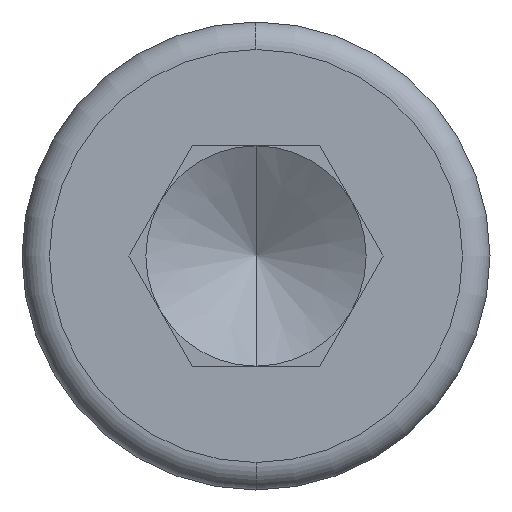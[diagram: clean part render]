
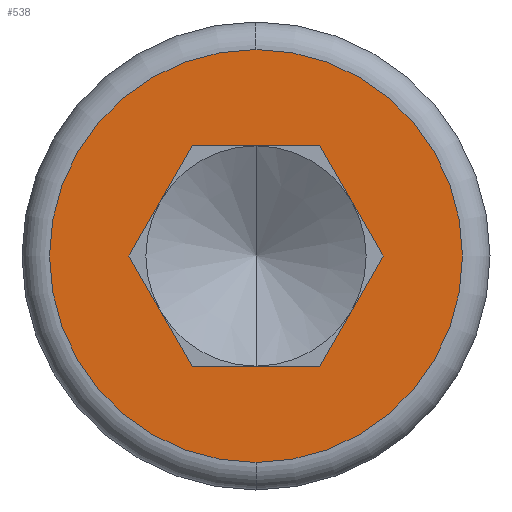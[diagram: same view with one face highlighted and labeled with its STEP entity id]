
A CAD part, left-side view. The second image highlights one B-rep face of the part: STEP entity #538.
In plain terms, the highlighted planar face has unit normal (-1, 0, 0).
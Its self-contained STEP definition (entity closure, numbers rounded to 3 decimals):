
#11 = CARTESIAN_POINT ( 'NONE',  ( 0., 0., 0. ) ) ;
#17 = AXIS2_PLACEMENT_3D ( 'NONE', #25, #484, #735 ) ;
#22 = FACE_BOUND ( 'NONE', #310, .T. ) ;
#25 = CARTESIAN_POINT ( 'NONE',  ( 0., 0., 0. ) ) ;
#44 = LINE ( 'NONE', #48, #126 ) ;
#48 = CARTESIAN_POINT ( 'NONE',  ( 0., 1.155, 2. ) ) ;
#66 = DIRECTION ( 'NONE',  ( 1., 0., 0. ) ) ;
#69 = VECTOR ( 'NONE', #817, 1000. ) ;
#90 = DIRECTION ( 'NONE',  ( 0., 0., -1. ) ) ;
#103 = VERTEX_POINT ( 'NONE', #274 ) ;
#126 = VECTOR ( 'NONE', #157, 1000. ) ;
#139 = FACE_OUTER_BOUND ( 'NONE', #587, .T. ) ;
#141 = EDGE_CURVE ( 'NONE', #731, #726, #793, .T. ) ;
#143 = CARTESIAN_POINT ( 'NONE',  ( 0., 2.309, 0. ) ) ;
#146 = PLANE ( 'NONE',  #235 ) ;
#153 = CARTESIAN_POINT ( 'NONE',  ( 0., 2.309, 0. ) ) ;
#157 = DIRECTION ( 'NONE',  ( 0., -1., 0. ) ) ;
#168 = AXIS2_PLACEMENT_3D ( 'NONE', #815, #567, #90 ) ;
#170 = LINE ( 'NONE', #305, #721 ) ;
#181 = VECTOR ( 'NONE', #367, 1000. ) ;
#184 = ORIENTED_EDGE ( 'NONE', *, *, #637, .T. ) ;
#187 = VERTEX_POINT ( 'NONE', #718 ) ;
#222 = CARTESIAN_POINT ( 'NONE',  ( 0., 1.155, 2. ) ) ;
#227 = LINE ( 'NONE', #560, #69 ) ;
#235 = AXIS2_PLACEMENT_3D ( 'NONE', #11, #66, #390 ) ;
#244 = EDGE_CURVE ( 'NONE', #668, #792, #170, .T. ) ;
#245 = DIRECTION ( 'NONE',  ( 0., 1., 0. ) ) ;
#250 = EDGE_CURVE ( 'NONE', #792, #280, #227, .T. ) ;
#274 = CARTESIAN_POINT ( 'NONE',  ( 0., 0., 3.75 ) ) ;
#277 = VERTEX_POINT ( 'NONE', #686 ) ;
#280 = VERTEX_POINT ( 'NONE', #807 ) ;
#293 = DIRECTION ( 'NONE',  ( 0., -0.5, -0.866 ) ) ;
#305 = CARTESIAN_POINT ( 'NONE',  ( 0., -1.155, 2. ) ) ;
#310 = EDGE_LOOP ( 'NONE', ( #799, #483, #184, #445, #700, #443 ) ) ;
#356 = EDGE_CURVE ( 'NONE', #187, #731, #440, .T. ) ;
#367 = DIRECTION ( 'NONE',  ( 0., 0.5, 0.866 ) ) ;
#384 = ORIENTED_EDGE ( 'NONE', *, *, #674, .T. ) ;
#390 = DIRECTION ( 'NONE',  ( 0., 0., -1. ) ) ;
#434 = CARTESIAN_POINT ( 'NONE',  ( 0., -2.309, 0. ) ) ;
#440 = LINE ( 'NONE', #638, #181 ) ;
#443 = ORIENTED_EDGE ( 'NONE', *, *, #450, .T. ) ;
#445 = ORIENTED_EDGE ( 'NONE', *, *, #244, .T. ) ;
#446 = CARTESIAN_POINT ( 'NONE',  ( 0., -1.155, -2. ) ) ;
#450 = EDGE_CURVE ( 'NONE', #280, #187, #455, .T. ) ;
#455 = LINE ( 'NONE', #446, #834 ) ;
#458 = DIRECTION ( 'NONE',  ( 0., -0.5, 0.866 ) ) ;
#483 = ORIENTED_EDGE ( 'NONE', *, *, #141, .T. ) ;
#484 = DIRECTION ( 'NONE',  ( -1., 0., 0. ) ) ;
#538 = ADVANCED_FACE ( 'NONE', ( #139, #22 ), #146, .F. ) ;
#559 = CARTESIAN_POINT ( 'NONE',  ( 0., -1.155, 2. ) ) ;
#560 = CARTESIAN_POINT ( 'NONE',  ( 0., -2.309, 0. ) ) ;
#567 = DIRECTION ( 'NONE',  ( -1., 0., 0. ) ) ;
#581 = ORIENTED_EDGE ( 'NONE', *, *, #757, .T. ) ;
#587 = EDGE_LOOP ( 'NONE', ( #581, #384 ) ) ;
#637 = EDGE_CURVE ( 'NONE', #726, #668, #44, .T. ) ;
#638 = CARTESIAN_POINT ( 'NONE',  ( 0., 1.155, -2. ) ) ;
#668 = VERTEX_POINT ( 'NONE', #559 ) ;
#674 = EDGE_CURVE ( 'NONE', #103, #277, #790, .T. ) ;
#676 = VECTOR ( 'NONE', #458, 1000. ) ;
#686 = CARTESIAN_POINT ( 'NONE',  ( 0., 0., -3.75 ) ) ;
#700 = ORIENTED_EDGE ( 'NONE', *, *, #250, .T. ) ;
#718 = CARTESIAN_POINT ( 'NONE',  ( 0., 1.155, -2. ) ) ;
#721 = VECTOR ( 'NONE', #293, 1000. ) ;
#726 = VERTEX_POINT ( 'NONE', #222 ) ;
#731 = VERTEX_POINT ( 'NONE', #153 ) ;
#735 = DIRECTION ( 'NONE',  ( 0., 0., -1. ) ) ;
#757 = EDGE_CURVE ( 'NONE', #277, #103, #836, .T. ) ;
#790 = CIRCLE ( 'NONE', #168, 3.75 ) ;
#792 = VERTEX_POINT ( 'NONE', #434 ) ;
#793 = LINE ( 'NONE', #143, #676 ) ;
#799 = ORIENTED_EDGE ( 'NONE', *, *, #356, .T. ) ;
#807 = CARTESIAN_POINT ( 'NONE',  ( 0., -1.155, -2. ) ) ;
#815 = CARTESIAN_POINT ( 'NONE',  ( 0., 0., 0. ) ) ;
#817 = DIRECTION ( 'NONE',  ( 0., 0.5, -0.866 ) ) ;
#834 = VECTOR ( 'NONE', #245, 1000. ) ;
#836 = CIRCLE ( 'NONE', #17, 3.75 ) ;
